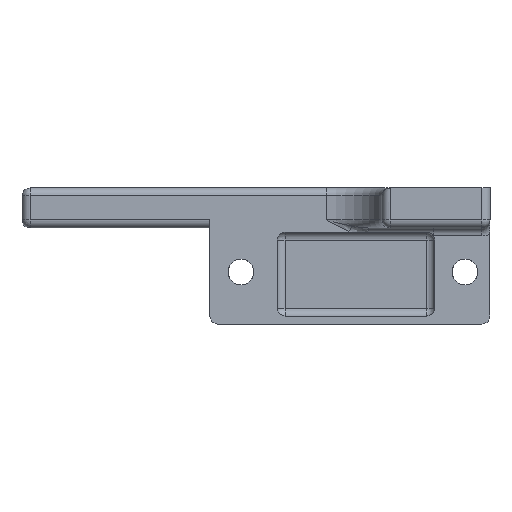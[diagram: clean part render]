
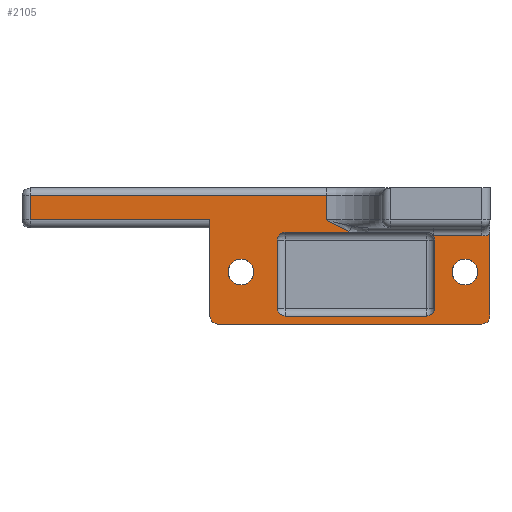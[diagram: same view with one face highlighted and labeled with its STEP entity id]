
A CAD part, left-side view. The second image highlights one B-rep face of the part: STEP entity #2105.
In plain terms, the highlighted planar face has unit normal (-1, 0, 0).
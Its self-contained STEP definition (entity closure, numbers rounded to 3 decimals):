
#70=PLANE('',#2353);
#80=FACE_BOUND('',#351,.T.);
#81=FACE_BOUND('',#352,.T.);
#221=FACE_OUTER_BOUND('',#350,.T.);
#350=EDGE_LOOP('',(#1889,#1890,#1891,#1892,#1893,#1894,#1895,#1896,#1897,
#1898,#1899,#1900,#1901,#1902,#1903,#1904,#1905,#1906,#1907,#1908));
#351=EDGE_LOOP('',(#1909));
#352=EDGE_LOOP('',(#1910));
#383=B_SPLINE_CURVE_WITH_KNOTS('',3,(#3395,#3396,#3397,#3398,#3399,#3400),
 .UNSPECIFIED.,.F.,.F.,(4,2,4),(-0.571,-0.57,-0.242),
 .UNSPECIFIED.);
#411=LINE('',#3447,#574);
#440=LINE('',#3562,#603);
#441=LINE('',#3564,#604);
#444=LINE('',#3574,#607);
#454=LINE('',#3654,#617);
#462=LINE('',#3688,#625);
#472=LINE('',#3718,#635);
#493=LINE('',#3770,#656);
#497=LINE('',#3783,#660);
#498=LINE('',#3785,#661);
#499=LINE('',#3787,#662);
#550=LINE('',#3896,#713);
#574=VECTOR('',#2490,10.);
#603=VECTOR('',#2597,10.);
#604=VECTOR('',#2600,10.);
#607=VECTOR('',#2611,10.);
#617=VECTOR('',#2703,10.);
#625=VECTOR('',#2749,10.);
#635=VECTOR('',#2783,10.);
#656=VECTOR('',#2852,10.);
#660=VECTOR('',#2870,10.);
#661=VECTOR('',#2873,10.);
#662=VECTOR('',#2876,10.);
#713=VECTOR('',#2983,10.);
#750=CIRCLE('',#2179,2.);
#757=CIRCLE('',#2191,1.);
#761=CIRCLE('',#2197,1.);
#765=CIRCLE('',#2204,1.);
#769=CIRCLE('',#2210,1.);
#770=CIRCLE('',#2218,1.);
#771=CIRCLE('',#2221,1.);
#820=CIRCLE('',#2319,1.6);
#821=CIRCLE('',#2321,1.6);
#883=VERTEX_POINT('',#3385);
#885=VERTEX_POINT('',#3388);
#889=VERTEX_POINT('',#3444);
#890=VERTEX_POINT('',#3446);
#892=VERTEX_POINT('',#3452);
#908=VERTEX_POINT('',#3506);
#909=VERTEX_POINT('',#3507);
#913=VERTEX_POINT('',#3519);
#914=VERTEX_POINT('',#3520);
#918=VERTEX_POINT('',#3535);
#919=VERTEX_POINT('',#3536);
#923=VERTEX_POINT('',#3548);
#924=VERTEX_POINT('',#3567);
#925=VERTEX_POINT('',#3568);
#926=VERTEX_POINT('',#3573);
#927=VERTEX_POINT('',#3577);
#945=VERTEX_POINT('',#3629);
#951=VERTEX_POINT('',#3643);
#954=VERTEX_POINT('',#3650);
#970=VERTEX_POINT('',#3716);
#978=VERTEX_POINT('',#3775);
#979=VERTEX_POINT('',#3779);
#1092=EDGE_CURVE('',#885,#883,#383,.T.);
#1097=EDGE_CURVE('',#889,#890,#411,.T.);
#1102=EDGE_CURVE('',#890,#892,#750,.T.);
#1121=EDGE_CURVE('',#908,#909,#757,.T.);
#1127=EDGE_CURVE('',#913,#914,#761,.T.);
#1135=EDGE_CURVE('',#918,#919,#765,.T.);
#1141=EDGE_CURVE('',#923,#889,#769,.T.);
#1150=EDGE_CURVE('',#908,#914,#440,.T.);
#1151=EDGE_CURVE('',#913,#883,#441,.T.);
#1152=EDGE_CURVE('',#924,#925,#770,.T.);
#1155=EDGE_CURVE('',#925,#926,#444,.T.);
#1157=EDGE_CURVE('',#926,#927,#771,.T.);
#1193=EDGE_CURVE('',#951,#954,#454,.T.);
#1211=EDGE_CURVE('',#945,#951,#462,.T.);
#1227=EDGE_CURVE('',#970,#945,#472,.T.);
#1255=EDGE_CURVE('',#954,#885,#493,.T.);
#1258=EDGE_CURVE('',#978,#978,#820,.T.);
#1260=EDGE_CURVE('',#979,#979,#821,.T.);
#1261=EDGE_CURVE('',#918,#909,#497,.T.);
#1262=EDGE_CURVE('',#923,#919,#498,.T.);
#1263=EDGE_CURVE('',#970,#927,#499,.T.);
#1317=EDGE_CURVE('',#892,#924,#550,.T.);
#1889=ORIENTED_EDGE('',*,*,#1097,.F.);
#1890=ORIENTED_EDGE('',*,*,#1141,.F.);
#1891=ORIENTED_EDGE('',*,*,#1262,.T.);
#1892=ORIENTED_EDGE('',*,*,#1135,.F.);
#1893=ORIENTED_EDGE('',*,*,#1261,.T.);
#1894=ORIENTED_EDGE('',*,*,#1121,.F.);
#1895=ORIENTED_EDGE('',*,*,#1150,.T.);
#1896=ORIENTED_EDGE('',*,*,#1127,.F.);
#1897=ORIENTED_EDGE('',*,*,#1151,.T.);
#1898=ORIENTED_EDGE('',*,*,#1092,.F.);
#1899=ORIENTED_EDGE('',*,*,#1255,.F.);
#1900=ORIENTED_EDGE('',*,*,#1193,.F.);
#1901=ORIENTED_EDGE('',*,*,#1211,.F.);
#1902=ORIENTED_EDGE('',*,*,#1227,.F.);
#1903=ORIENTED_EDGE('',*,*,#1263,.T.);
#1904=ORIENTED_EDGE('',*,*,#1157,.F.);
#1905=ORIENTED_EDGE('',*,*,#1155,.F.);
#1906=ORIENTED_EDGE('',*,*,#1152,.F.);
#1907=ORIENTED_EDGE('',*,*,#1317,.F.);
#1908=ORIENTED_EDGE('',*,*,#1102,.F.);
#1909=ORIENTED_EDGE('',*,*,#1258,.T.);
#1910=ORIENTED_EDGE('',*,*,#1260,.T.);
#2105=ADVANCED_FACE('',(#221,#80,#81),#70,.T.);
#2179=AXIS2_PLACEMENT_3D('',#3461,#2498,#2499);
#2191=AXIS2_PLACEMENT_3D('',#3508,#2533,#2534);
#2197=AXIS2_PLACEMENT_3D('',#3521,#2547,#2548);
#2204=AXIS2_PLACEMENT_3D('',#3537,#2565,#2566);
#2210=AXIS2_PLACEMENT_3D('',#3549,#2579,#2580);
#2218=AXIS2_PLACEMENT_3D('',#3569,#2605,#2606);
#2221=AXIS2_PLACEMENT_3D('',#3578,#2615,#2616);
#2319=AXIS2_PLACEMENT_3D('',#3777,#2861,#2862);
#2321=AXIS2_PLACEMENT_3D('',#3781,#2866,#2867);
#2353=AXIS2_PLACEMENT_3D('',#3897,#2984,#2985);
#2490=DIRECTION('',(0.,-1.,0.));
#2498=DIRECTION('center_axis',(-1.,0.,0.));
#2499=DIRECTION('ref_axis',(0.,-0.707,-0.707));
#2533=DIRECTION('center_axis',(-1.,0.,0.));
#2534=DIRECTION('ref_axis',(0.,0.707,-0.707));
#2547=DIRECTION('center_axis',(-1.,0.,0.));
#2548=DIRECTION('ref_axis',(0.,0.707,0.707));
#2565=DIRECTION('center_axis',(-1.,0.,0.));
#2566=DIRECTION('ref_axis',(0.,-0.707,-0.707));
#2579=DIRECTION('center_axis',(-1.,0.,0.));
#2580=DIRECTION('ref_axis',(0.,-0.707,0.707));
#2597=DIRECTION('',(0.,0.,1.));
#2600=DIRECTION('',(0.,-1.,0.));
#2605=DIRECTION('center_axis',(1.,0.,0.));
#2606=DIRECTION('ref_axis',(0.,-0.707,-0.707));
#2611=DIRECTION('',(0.,1.,0.));
#2615=DIRECTION('center_axis',(1.,0.,0.));
#2616=DIRECTION('ref_axis',(0.,0.707,-0.707));
#2703=DIRECTION('',(0.,-1.,0.));
#2749=DIRECTION('',(0.,0.,1.));
#2783=DIRECTION('',(0.,1.,0.));
#2852=DIRECTION('',(0.,0.,-1.));
#2861=DIRECTION('center_axis',(1.,0.,0.));
#2862=DIRECTION('ref_axis',(0.,0.,-1.));
#2866=DIRECTION('center_axis',(1.,0.,0.));
#2867=DIRECTION('ref_axis',(0.,0.,-1.));
#2870=DIRECTION('',(0.,1.,0.));
#2873=DIRECTION('',(0.,0.,-1.));
#2876=DIRECTION('',(0.,0.,-1.));
#2983=DIRECTION('',(0.,0.,-1.));
#2984=DIRECTION('center_axis',(-1.,0.,0.));
#2985=DIRECTION('ref_axis',(0.,1.,0.));
#3385=CARTESIAN_POINT('',(-10.,50.57,-21.));
#3388=CARTESIAN_POINT('',(-10.,53.5,-19.5));
#3395=CARTESIAN_POINT('Ctrl Pts',(-10.,53.5,-19.5));
#3396=CARTESIAN_POINT('Ctrl Pts',(-10.,53.497,-19.502));
#3397=CARTESIAN_POINT('Ctrl Pts',(-10.,53.494,-19.504));
#3398=CARTESIAN_POINT('Ctrl Pts',(-10.,52.545,-20.051));
#3399=CARTESIAN_POINT('Ctrl Pts',(-10.,51.588,-20.606));
#3400=CARTESIAN_POINT('Ctrl Pts',(-10.,50.57,-21.));
#3444=CARTESIAN_POINT('',(-10.,40.066,-21.5));
#3446=CARTESIAN_POINT('',(-10.,34.,-21.5));
#3447=CARTESIAN_POINT('',(-10.,54.375,-21.5));
#3452=CARTESIAN_POINT('',(-10.,33.,-21.232));
#3461=CARTESIAN_POINT('Origin',(-10.,34.,-19.5));
#3506=CARTESIAN_POINT('',(-10.,59.594,-30.5));
#3507=CARTESIAN_POINT('',(-10.,58.594,-31.5));
#3508=CARTESIAN_POINT('Origin',(-10.,58.594,-30.5));
#3519=CARTESIAN_POINT('',(-10.,58.594,-21.));
#3520=CARTESIAN_POINT('',(-10.,59.594,-22.));
#3521=CARTESIAN_POINT('Origin',(-10.,58.594,-22.));
#3535=CARTESIAN_POINT('',(-10.,40.932,-31.5));
#3536=CARTESIAN_POINT('',(-10.,39.932,-30.5));
#3537=CARTESIAN_POINT('Origin',(-10.,40.932,-30.5));
#3548=CARTESIAN_POINT('',(-10.,39.932,-22.));
#3549=CARTESIAN_POINT('Origin',(-10.,40.932,-22.));
#3562=CARTESIAN_POINT('',(-10.,59.594,-23.5));
#3564=CARTESIAN_POINT('',(-10.,53.047,-21.));
#3567=CARTESIAN_POINT('',(-10.,33.,-31.5));
#3568=CARTESIAN_POINT('',(-10.,34.,-32.5));
#3569=CARTESIAN_POINT('Origin',(-10.,34.,-31.5));
#3573=CARTESIAN_POINT('',(-10.,67.,-32.5));
#3574=CARTESIAN_POINT('',(-10.,33.,-32.5));
#3577=CARTESIAN_POINT('',(-10.,68.,-31.5));
#3578=CARTESIAN_POINT('Origin',(-10.,67.,-31.5));
#3629=CARTESIAN_POINT('',(-10.,90.5,-19.5));
#3643=CARTESIAN_POINT('',(-10.,90.5,-16.5));
#3650=CARTESIAN_POINT('',(-10.,53.5,-16.5));
#3654=CARTESIAN_POINT('',(-10.,54.375,-16.5));
#3688=CARTESIAN_POINT('',(-10.,90.5,-15.5));
#3716=CARTESIAN_POINT('',(-10.,68.,-19.5));
#3718=CARTESIAN_POINT('',(-10.,54.375,-19.5));
#3770=CARTESIAN_POINT('',(-10.,53.5,-15.5));
#3775=CARTESIAN_POINT('',(-10.,36.132,-24.4));
#3777=CARTESIAN_POINT('Origin',(-10.,36.132,-26.));
#3779=CARTESIAN_POINT('',(-10.,64.132,-24.4));
#3781=CARTESIAN_POINT('Origin',(-10.,64.132,-26.));
#3783=CARTESIAN_POINT('',(-10.,43.216,-31.5));
#3785=CARTESIAN_POINT('',(-10.,39.932,-18.25));
#3787=CARTESIAN_POINT('',(-10.,68.,-20.5));
#3896=CARTESIAN_POINT('',(-10.,33.,-20.5));
#3897=CARTESIAN_POINT('Origin',(-10.,46.5,-15.5));
